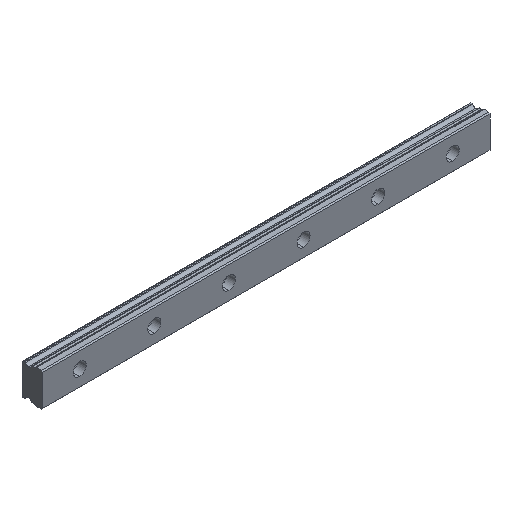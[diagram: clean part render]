
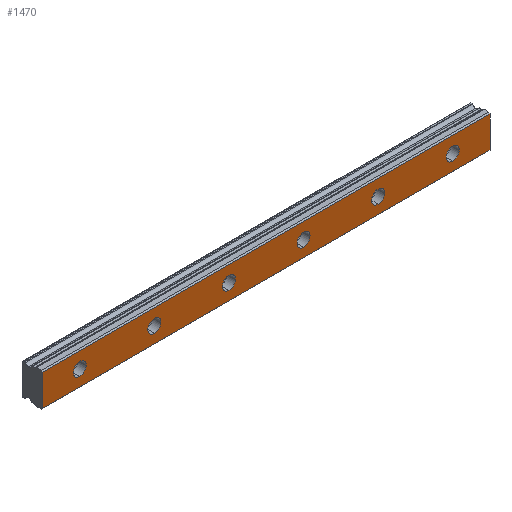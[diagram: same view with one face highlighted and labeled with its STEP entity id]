
A CAD part, isometric view. The second image highlights one B-rep face of the part: STEP entity #1470.
In plain terms, the highlighted planar face has unit normal (0, -1, 0).
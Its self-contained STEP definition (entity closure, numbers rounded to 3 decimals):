
#6 = ORIENTED_EDGE ( 'NONE', *, *, #129, .F. ) ;
#27 = EDGE_CURVE ( 'NONE', #1540, #107, #1525, .T. ) ;
#37 = VERTEX_POINT ( 'NONE', #405 ) ;
#48 = EDGE_LOOP ( 'NONE', ( #1392, #1431 ) ) ;
#60 = FACE_BOUND ( 'NONE', #983, .T. ) ;
#89 = VERTEX_POINT ( 'NONE', #162 ) ;
#105 = EDGE_CURVE ( 'NONE', #1227, #610, #1078, .T. ) ;
#107 = VERTEX_POINT ( 'NONE', #749 ) ;
#110 = EDGE_CURVE ( 'NONE', #1501, #925, #952, .T. ) ;
#113 = AXIS2_PLACEMENT_3D ( 'NONE', #1030, #1940, #151 ) ;
#117 = DIRECTION ( 'NONE',  ( 0., 0., 1. ) ) ;
#129 = EDGE_CURVE ( 'NONE', #508, #679, #443, .T. ) ;
#140 = CARTESIAN_POINT ( 'NONE',  ( 80., 0., 1.75 ) ) ;
#151 = DIRECTION ( 'NONE',  ( 0., 0., 1. ) ) ;
#154 = DIRECTION ( 'NONE',  ( 0., -1., 0. ) ) ;
#162 = CARTESIAN_POINT ( 'NONE',  ( 100., 0., -1.75 ) ) ;
#167 = EDGE_LOOP ( 'NONE', ( #1537, #1157 ) ) ;
#171 = CARTESIAN_POINT ( 'NONE',  ( 40., 0., 0. ) ) ;
#215 = ORIENTED_EDGE ( 'NONE', *, *, #110, .F. ) ;
#236 = DIRECTION ( 'NONE',  ( -1., 0., 0. ) ) ;
#238 = VECTOR ( 'NONE', #1380, 1000. ) ;
#242 = VERTEX_POINT ( 'NONE', #341 ) ;
#274 = LINE ( 'NONE', #1758, #1371 ) ;
#279 = CARTESIAN_POINT ( 'NONE',  ( 40., 0., 0. ) ) ;
#326 = AXIS2_PLACEMENT_3D ( 'NONE', #1653, #1631, #1161 ) ;
#328 = CARTESIAN_POINT ( 'NONE',  ( 60., 0., -1.75 ) ) ;
#332 = CIRCLE ( 'NONE', #1623, 1.75 ) ;
#339 = CARTESIAN_POINT ( 'NONE',  ( 0., 0., 0. ) ) ;
#341 = CARTESIAN_POINT ( 'NONE',  ( 110., 0., 4.2 ) ) ;
#359 = AXIS2_PLACEMENT_3D ( 'NONE', #1017, #1793, #1914 ) ;
#367 = FACE_BOUND ( 'NONE', #826, .T. ) ;
#376 = DIRECTION ( 'NONE',  ( 0., 1., 0. ) ) ;
#387 = CARTESIAN_POINT ( 'NONE',  ( 0., 0., -1.75 ) ) ;
#404 = EDGE_CURVE ( 'NONE', #1738, #646, #586, .T. ) ;
#405 = CARTESIAN_POINT ( 'NONE',  ( 100., 0., 1.75 ) ) ;
#418 = EDGE_CURVE ( 'NONE', #107, #1540, #804, .T. ) ;
#424 = CIRCLE ( 'NONE', #1846, 1.75 ) ;
#427 = DIRECTION ( 'NONE',  ( 0., -1., 0. ) ) ;
#443 = LINE ( 'NONE', #1372, #1427 ) ;
#454 = AXIS2_PLACEMENT_3D ( 'NONE', #171, #154, #456 ) ;
#456 = DIRECTION ( 'NONE',  ( 0., 0., 1. ) ) ;
#458 = AXIS2_PLACEMENT_3D ( 'NONE', #339, #902, #1856 ) ;
#493 = CIRCLE ( 'NONE', #359, 1.75 ) ;
#501 = FACE_BOUND ( 'NONE', #1841, .T. ) ;
#508 = VERTEX_POINT ( 'NONE', #1476 ) ;
#525 = DIRECTION ( 'NONE',  ( 0., 0., 1. ) ) ;
#540 = VERTEX_POINT ( 'NONE', #756 ) ;
#571 = CARTESIAN_POINT ( 'NONE',  ( 100., 0., 0. ) ) ;
#573 = EDGE_CURVE ( 'NONE', #646, #1738, #892, .T. ) ;
#586 = CIRCLE ( 'NONE', #113, 1.75 ) ;
#600 = DIRECTION ( 'NONE',  ( 0., -1., 0. ) ) ;
#606 = CIRCLE ( 'NONE', #1639, 1.75 ) ;
#610 = VERTEX_POINT ( 'NONE', #788 ) ;
#628 = DIRECTION ( 'NONE',  ( 0., -1., 0. ) ) ;
#646 = VERTEX_POINT ( 'NONE', #1672 ) ;
#649 = ORIENTED_EDGE ( 'NONE', *, *, #1928, .F. ) ;
#656 = EDGE_CURVE ( 'NONE', #242, #930, #1835, .T. ) ;
#676 = ORIENTED_EDGE ( 'NONE', *, *, #1575, .F. ) ;
#677 = FACE_BOUND ( 'NONE', #48, .T. ) ;
#679 = VERTEX_POINT ( 'NONE', #684 ) ;
#684 = CARTESIAN_POINT ( 'NONE',  ( -10., 0., 4.2 ) ) ;
#686 = CARTESIAN_POINT ( 'NONE',  ( 20., 0., -1.75 ) ) ;
#712 = AXIS2_PLACEMENT_3D ( 'NONE', #1708, #376, #1094 ) ;
#722 = EDGE_CURVE ( 'NONE', #930, #508, #1300, .T. ) ;
#725 = CARTESIAN_POINT ( 'NONE',  ( 40., 0., -1.75 ) ) ;
#739 = DIRECTION ( 'NONE',  ( 1., 0., 0. ) ) ;
#740 = CIRCLE ( 'NONE', #1555, 1.75 ) ;
#749 = CARTESIAN_POINT ( 'NONE',  ( 80., 0., -1.75 ) ) ;
#756 = CARTESIAN_POINT ( 'NONE',  ( 60., 0., 1.75 ) ) ;
#779 = CARTESIAN_POINT ( 'NONE',  ( 110., 0., 4.2 ) ) ;
#786 = CARTESIAN_POINT ( 'NONE',  ( 110., 0., -4.2 ) ) ;
#788 = CARTESIAN_POINT ( 'NONE',  ( 40., 0., 1.75 ) ) ;
#790 = EDGE_LOOP ( 'NONE', ( #1236, #649 ) ) ;
#793 = ORIENTED_EDGE ( 'NONE', *, *, #1857, .F. ) ;
#804 = CIRCLE ( 'NONE', #326, 1.75 ) ;
#814 = ORIENTED_EDGE ( 'NONE', *, *, #722, .F. ) ;
#821 = EDGE_CURVE ( 'NONE', #89, #37, #493, .T. ) ;
#826 = EDGE_LOOP ( 'NONE', ( #1217, #215 ) ) ;
#843 = EDGE_CURVE ( 'NONE', #610, #1227, #1845, .T. ) ;
#860 = DIRECTION ( 'NONE',  ( 0., 0., 1. ) ) ;
#892 = CIRCLE ( 'NONE', #458, 1.75 ) ;
#901 = DIRECTION ( 'NONE',  ( 0., -1., 0. ) ) ;
#902 = DIRECTION ( 'NONE',  ( 0., -1., 0. ) ) ;
#914 = DIRECTION ( 'NONE',  ( 0., 0., 1. ) ) ;
#924 = CARTESIAN_POINT ( 'NONE',  ( 20., 0., 0. ) ) ;
#925 = VERTEX_POINT ( 'NONE', #1219 ) ;
#930 = VERTEX_POINT ( 'NONE', #786 ) ;
#952 = CIRCLE ( 'NONE', #1875, 1.75 ) ;
#953 = FACE_BOUND ( 'NONE', #167, .T. ) ;
#983 = EDGE_LOOP ( 'NONE', ( #1323, #1832 ) ) ;
#989 = CARTESIAN_POINT ( 'NONE',  ( 110., 0., -4.2 ) ) ;
#990 = AXIS2_PLACEMENT_3D ( 'NONE', #279, #901, #1640 ) ;
#997 = CARTESIAN_POINT ( 'NONE',  ( 60., 0., 0. ) ) ;
#1003 = CARTESIAN_POINT ( 'NONE',  ( 80., 0., 0. ) ) ;
#1017 = CARTESIAN_POINT ( 'NONE',  ( 100., 0., 0. ) ) ;
#1030 = CARTESIAN_POINT ( 'NONE',  ( 0., 0., 0. ) ) ;
#1042 = VERTEX_POINT ( 'NONE', #328 ) ;
#1078 = CIRCLE ( 'NONE', #454, 1.75 ) ;
#1094 = DIRECTION ( 'NONE',  ( 0., 0., 1. ) ) ;
#1118 = CARTESIAN_POINT ( 'NONE',  ( 60., 0., 0. ) ) ;
#1154 = EDGE_CURVE ( 'NONE', #540, #1042, #424, .T. ) ;
#1157 = ORIENTED_EDGE ( 'NONE', *, *, #105, .F. ) ;
#1161 = DIRECTION ( 'NONE',  ( 0., 0., 1. ) ) ;
#1217 = ORIENTED_EDGE ( 'NONE', *, *, #1231, .F. ) ;
#1219 = CARTESIAN_POINT ( 'NONE',  ( 20., 0., 1.75 ) ) ;
#1227 = VERTEX_POINT ( 'NONE', #725 ) ;
#1231 = EDGE_CURVE ( 'NONE', #925, #1501, #740, .T. ) ;
#1236 = ORIENTED_EDGE ( 'NONE', *, *, #1154, .F. ) ;
#1274 = FACE_BOUND ( 'NONE', #790, .T. ) ;
#1286 = FACE_OUTER_BOUND ( 'NONE', #1707, .T. ) ;
#1291 = DIRECTION ( 'NONE',  ( 0., -1., 0. ) ) ;
#1300 = LINE ( 'NONE', #989, #1817 ) ;
#1323 = ORIENTED_EDGE ( 'NONE', *, *, #573, .F. ) ;
#1371 = VECTOR ( 'NONE', #739, 1000. ) ;
#1372 = CARTESIAN_POINT ( 'NONE',  ( -10., 0., 4.2 ) ) ;
#1380 = DIRECTION ( 'NONE',  ( 0., 0., -1. ) ) ;
#1392 = ORIENTED_EDGE ( 'NONE', *, *, #27, .F. ) ;
#1397 = AXIS2_PLACEMENT_3D ( 'NONE', #1003, #1925, #117 ) ;
#1427 = VECTOR ( 'NONE', #1529, 1000. ) ;
#1431 = ORIENTED_EDGE ( 'NONE', *, *, #418, .F. ) ;
#1440 = PLANE ( 'NONE',  #712 ) ;
#1470 = ADVANCED_FACE ( 'NONE', ( #1286, #60, #501, #677, #1274, #953, #367 ), #1440, .F. ) ;
#1476 = CARTESIAN_POINT ( 'NONE',  ( -10., 0., -4.2 ) ) ;
#1501 = VERTEX_POINT ( 'NONE', #686 ) ;
#1525 = CIRCLE ( 'NONE', #1397, 1.75 ) ;
#1529 = DIRECTION ( 'NONE',  ( 0., 0., 1. ) ) ;
#1537 = ORIENTED_EDGE ( 'NONE', *, *, #843, .F. ) ;
#1540 = VERTEX_POINT ( 'NONE', #140 ) ;
#1555 = AXIS2_PLACEMENT_3D ( 'NONE', #1762, #600, #860 ) ;
#1575 = EDGE_CURVE ( 'NONE', #679, #242, #274, .T. ) ;
#1623 = AXIS2_PLACEMENT_3D ( 'NONE', #571, #1926, #1629 ) ;
#1629 = DIRECTION ( 'NONE',  ( 0., 0., 1. ) ) ;
#1631 = DIRECTION ( 'NONE',  ( 0., -1., 0. ) ) ;
#1639 = AXIS2_PLACEMENT_3D ( 'NONE', #997, #427, #1770 ) ;
#1640 = DIRECTION ( 'NONE',  ( 0., 0., 1. ) ) ;
#1653 = CARTESIAN_POINT ( 'NONE',  ( 80., 0., 0. ) ) ;
#1672 = CARTESIAN_POINT ( 'NONE',  ( 0., 0., 1.75 ) ) ;
#1707 = EDGE_LOOP ( 'NONE', ( #814, #1943, #676, #6 ) ) ;
#1708 = CARTESIAN_POINT ( 'NONE',  ( 110., 0., 4.2 ) ) ;
#1738 = VERTEX_POINT ( 'NONE', #387 ) ;
#1758 = CARTESIAN_POINT ( 'NONE',  ( 110., 0., 4.2 ) ) ;
#1762 = CARTESIAN_POINT ( 'NONE',  ( 20., 0., 0. ) ) ;
#1770 = DIRECTION ( 'NONE',  ( 0., 0., 1. ) ) ;
#1793 = DIRECTION ( 'NONE',  ( 0., -1., 0. ) ) ;
#1802 = ORIENTED_EDGE ( 'NONE', *, *, #821, .F. ) ;
#1817 = VECTOR ( 'NONE', #236, 1000. ) ;
#1832 = ORIENTED_EDGE ( 'NONE', *, *, #404, .F. ) ;
#1835 = LINE ( 'NONE', #779, #238 ) ;
#1841 = EDGE_LOOP ( 'NONE', ( #793, #1802 ) ) ;
#1845 = CIRCLE ( 'NONE', #990, 1.75 ) ;
#1846 = AXIS2_PLACEMENT_3D ( 'NONE', #1118, #1291, #525 ) ;
#1856 = DIRECTION ( 'NONE',  ( 0., 0., 1. ) ) ;
#1857 = EDGE_CURVE ( 'NONE', #37, #89, #332, .T. ) ;
#1875 = AXIS2_PLACEMENT_3D ( 'NONE', #924, #628, #914 ) ;
#1914 = DIRECTION ( 'NONE',  ( 0., 0., 1. ) ) ;
#1925 = DIRECTION ( 'NONE',  ( 0., -1., 0. ) ) ;
#1926 = DIRECTION ( 'NONE',  ( 0., -1., 0. ) ) ;
#1928 = EDGE_CURVE ( 'NONE', #1042, #540, #606, .T. ) ;
#1940 = DIRECTION ( 'NONE',  ( 0., -1., 0. ) ) ;
#1943 = ORIENTED_EDGE ( 'NONE', *, *, #656, .F. ) ;
